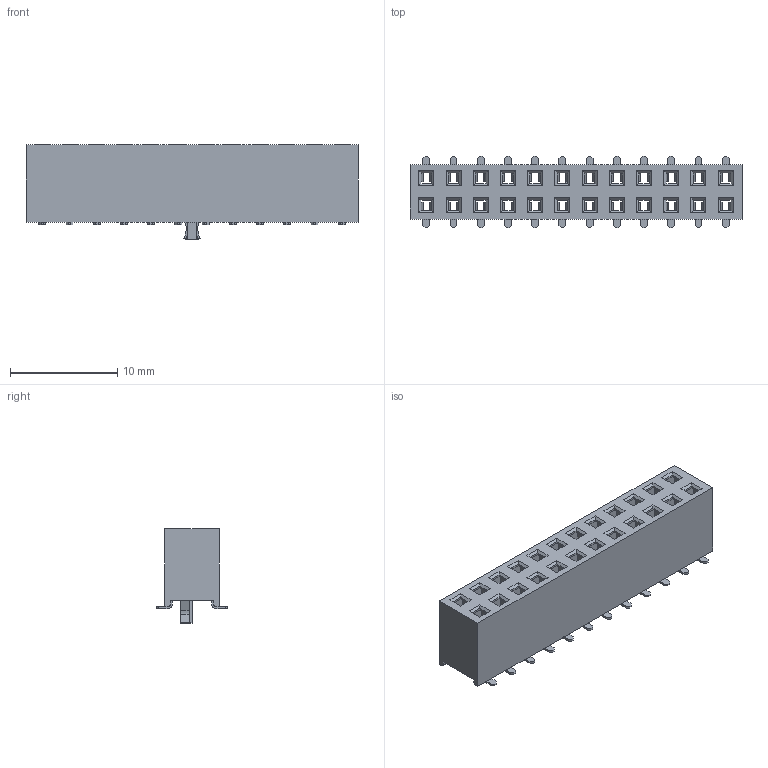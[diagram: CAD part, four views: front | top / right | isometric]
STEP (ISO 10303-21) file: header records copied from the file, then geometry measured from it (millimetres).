
FILE_DESCRIPTION( ( 'Unknown' ), '1' );
FILE_NAME( '61002421821.stp', 'Unknown', ( 'Unknown' ), ( 'Unknown' ), 'PSStep 14.0', 'Unknown', ' ' );
FILE_SCHEMA( ( 'AUTOMOTIVE_DESIGN { 1 0 10303 214 1 1 1 1 }' ) );
Length unit declared in the file: millimetre
Products named in the file (3): Assem1; 6100xx21821_PIN; 61002421821
Bounding box: 30.98 x 6.7 x 8.82 mm (x, y, z)
Volume: 1304.7 mm3; surface area: 4906.8 mm2
Topology: 27 solids, 27 shells, 2300 faces, 6246 edges, 4000 vertices
Faces by surface type: plane 1596, cylinder 604, bspline 100
Entity records: 14392 total; most frequent: CARTESIAN_POINT 2062, ORIENTED_EDGE 1968, DIRECTION 1808, EDGE_CURVE 984, LINE 924, VECTOR 924, VERTEX_POINT 620, AXIS2_PLACEMENT_3D 442
